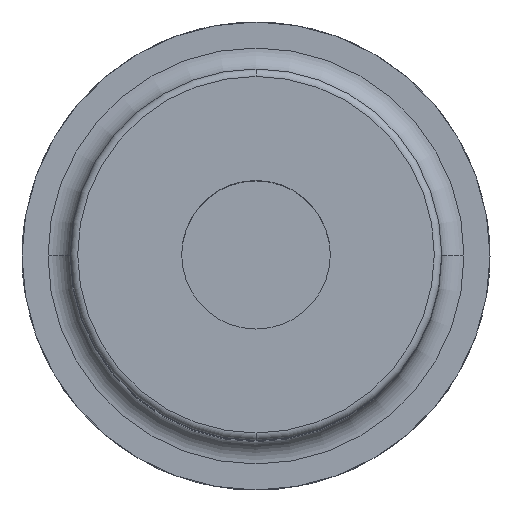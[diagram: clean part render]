
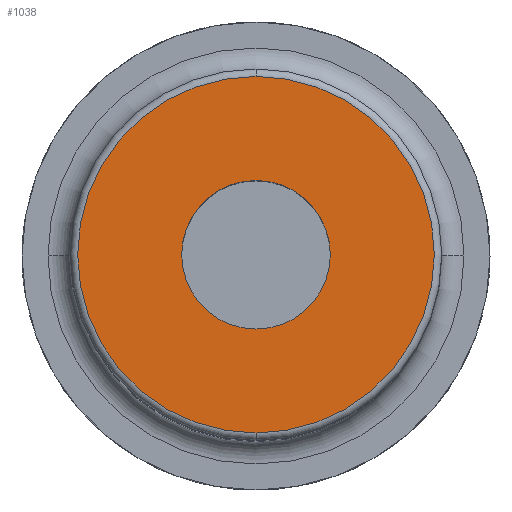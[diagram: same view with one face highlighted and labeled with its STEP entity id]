
A CAD part, top view. The second image highlights one B-rep face of the part: STEP entity #1038.
In plain terms, the highlighted planar face has unit normal (0, 0, 1).
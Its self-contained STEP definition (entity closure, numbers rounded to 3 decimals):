
#5 = ORIENTED_EDGE ( 'NONE', *, *, #1591, .F. ) ;
#8 = DIRECTION ( 'NONE',  ( 0., -1., 0. ) ) ;
#34 = DIRECTION ( 'NONE',  ( 0., 0., 1. ) ) ;
#73 = DIRECTION ( 'NONE',  ( 0., 1., 0. ) ) ;
#158 = PLANE ( 'NONE',  #452 ) ;
#165 = VERTEX_POINT ( 'NONE', #1356 ) ;
#221 = CIRCLE ( 'NONE', #861, 24. ) ;
#337 = ORIENTED_EDGE ( 'NONE', *, *, #821, .F. ) ;
#411 = EDGE_CURVE ( 'NONE', #165, #1532, #567, .T. ) ;
#452 = AXIS2_PLACEMENT_3D ( 'NONE', #965, #550, #8 ) ;
#459 = CARTESIAN_POINT ( 'NONE',  ( -10., 0., 125. ) ) ;
#494 = DIRECTION ( 'NONE',  ( 0., 0., 1. ) ) ;
#528 = CARTESIAN_POINT ( 'NONE',  ( 0., 0., 125. ) ) ;
#535 = AXIS2_PLACEMENT_3D ( 'NONE', #1060, #494, #1598 ) ;
#550 = DIRECTION ( 'NONE',  ( 0., 0., 1. ) ) ;
#556 = CIRCLE ( 'NONE', #535, 10. ) ;
#567 = CIRCLE ( 'NONE', #1315, 10. ) ;
#632 = CARTESIAN_POINT ( 'NONE',  ( 0., 0., 125. ) ) ;
#721 = EDGE_LOOP ( 'NONE', ( #5, #1528 ) ) ;
#821 = EDGE_CURVE ( 'NONE', #1652, #1467, #221, .T. ) ;
#861 = AXIS2_PLACEMENT_3D ( 'NONE', #528, #1615, #1611 ) ;
#920 = DIRECTION ( 'NONE',  ( 0., 0., -1. ) ) ;
#965 = CARTESIAN_POINT ( 'NONE',  ( 0., 24., 125. ) ) ;
#1038 = ADVANCED_FACE ( 'NONE', ( #1658, #1396 ), #158, .T. ) ;
#1060 = CARTESIAN_POINT ( 'NONE',  ( 0., 0., 125. ) ) ;
#1076 = EDGE_LOOP ( 'NONE', ( #1091, #337 ) ) ;
#1091 = ORIENTED_EDGE ( 'NONE', *, *, #1740, .F. ) ;
#1234 = CARTESIAN_POINT ( 'NONE',  ( 0., 24., 125. ) ) ;
#1276 = AXIS2_PLACEMENT_3D ( 'NONE', #632, #920, #73 ) ;
#1315 = AXIS2_PLACEMENT_3D ( 'NONE', #1548, #34, #1393 ) ;
#1356 = CARTESIAN_POINT ( 'NONE',  ( 10., 0., 125. ) ) ;
#1393 = DIRECTION ( 'NONE',  ( 0., -1., 0. ) ) ;
#1396 = FACE_OUTER_BOUND ( 'NONE', #1076, .T. ) ;
#1420 = CARTESIAN_POINT ( 'NONE',  ( 0., -24., 125. ) ) ;
#1467 = VERTEX_POINT ( 'NONE', #1234 ) ;
#1528 = ORIENTED_EDGE ( 'NONE', *, *, #411, .F. ) ;
#1532 = VERTEX_POINT ( 'NONE', #459 ) ;
#1548 = CARTESIAN_POINT ( 'NONE',  ( 0., 0., 125. ) ) ;
#1591 = EDGE_CURVE ( 'NONE', #1532, #165, #556, .T. ) ;
#1598 = DIRECTION ( 'NONE',  ( 0., -1., 0. ) ) ;
#1611 = DIRECTION ( 'NONE',  ( 0., 1., 0. ) ) ;
#1615 = DIRECTION ( 'NONE',  ( 0., 0., -1. ) ) ;
#1618 = CIRCLE ( 'NONE', #1276, 24. ) ;
#1652 = VERTEX_POINT ( 'NONE', #1420 ) ;
#1658 = FACE_BOUND ( 'NONE', #721, .T. ) ;
#1740 = EDGE_CURVE ( 'NONE', #1467, #1652, #1618, .T. ) ;
